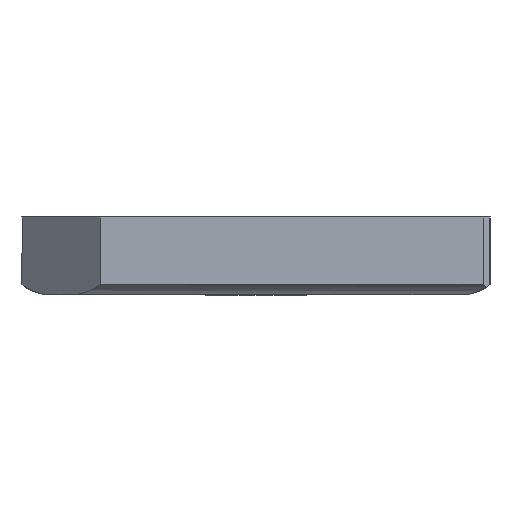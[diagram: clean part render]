
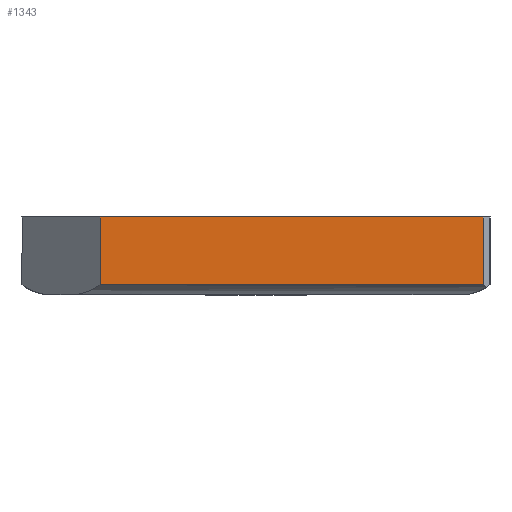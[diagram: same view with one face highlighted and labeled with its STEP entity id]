
A CAD part, left-side view. The second image highlights one B-rep face of the part: STEP entity #1343.
In plain terms, the highlighted planar face has unit normal (-1, 0, 0).
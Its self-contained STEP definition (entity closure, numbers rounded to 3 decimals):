
#14 = CARTESIAN_POINT ( 'NONE',  ( 0., -17.729, 2.997 ) ) ;
#30 = EDGE_CURVE ( 'NONE', #462, #1110, #126, .T. ) ;
#70 = VECTOR ( 'NONE', #124, 1000. ) ;
#124 = DIRECTION ( 'NONE',  ( 0., -1., 0. ) ) ;
#126 = LINE ( 'NONE', #14, #602 ) ;
#225 = CARTESIAN_POINT ( 'NONE',  ( 0., -2.997, 2.997 ) ) ;
#241 = ORIENTED_EDGE ( 'NONE', *, *, #30, .F. ) ;
#244 = PLANE ( 'NONE',  #824 ) ;
#267 = EDGE_LOOP ( 'NONE', ( #241, #1125, #293, #365 ) ) ;
#270 = CARTESIAN_POINT ( 'NONE',  ( 0., -17.729, 0.385 ) ) ;
#285 = DIRECTION ( 'NONE',  ( 0., 1., 0. ) ) ;
#293 = ORIENTED_EDGE ( 'NONE', *, *, #779, .T. ) ;
#353 = EDGE_CURVE ( 'NONE', #1240, #462, #1207, .T. ) ;
#365 = ORIENTED_EDGE ( 'NONE', *, *, #1157, .F. ) ;
#436 = VECTOR ( 'NONE', #881, 1000. ) ;
#462 = VERTEX_POINT ( 'NONE', #797 ) ;
#594 = LINE ( 'NONE', #1251, #646 ) ;
#602 = VECTOR ( 'NONE', #1201, 1000. ) ;
#646 = VECTOR ( 'NONE', #285, 1000. ) ;
#729 = CARTESIAN_POINT ( 'NONE',  ( 0., -2.997, 0.385 ) ) ;
#771 = LINE ( 'NONE', #225, #436 ) ;
#779 = EDGE_CURVE ( 'NONE', #1240, #867, #771, .T. ) ;
#797 = CARTESIAN_POINT ( 'NONE',  ( 0., -17.729, 2.997 ) ) ;
#824 = AXIS2_PLACEMENT_3D ( 'NONE', #1304, #1086, #1094 ) ;
#864 = CARTESIAN_POINT ( 'NONE',  ( 0., -17.983, 2.997 ) ) ;
#867 = VERTEX_POINT ( 'NONE', #729 ) ;
#877 = FACE_OUTER_BOUND ( 'NONE', #267, .T. ) ;
#881 = DIRECTION ( 'NONE',  ( 0., 0., -1. ) ) ;
#1086 = DIRECTION ( 'NONE',  ( 1., 0., 0. ) ) ;
#1094 = DIRECTION ( 'NONE',  ( 0., 1., 0. ) ) ;
#1110 = VERTEX_POINT ( 'NONE', #270 ) ;
#1125 = ORIENTED_EDGE ( 'NONE', *, *, #353, .F. ) ;
#1157 = EDGE_CURVE ( 'NONE', #1110, #867, #594, .T. ) ;
#1172 = CARTESIAN_POINT ( 'NONE',  ( 0., -2.997, 2.997 ) ) ;
#1201 = DIRECTION ( 'NONE',  ( 0., 0., -1. ) ) ;
#1207 = LINE ( 'NONE', #864, #70 ) ;
#1240 = VERTEX_POINT ( 'NONE', #1172 ) ;
#1251 = CARTESIAN_POINT ( 'NONE',  ( 0., 0., 0.385 ) ) ;
#1304 = CARTESIAN_POINT ( 'NONE',  ( 0., 0., 2.997 ) ) ;
#1343 = ADVANCED_FACE ( 'NONE', ( #877 ), #244, .F. ) ;
